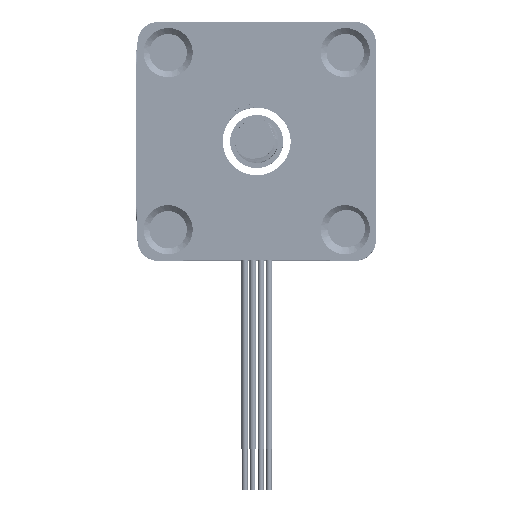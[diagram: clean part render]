
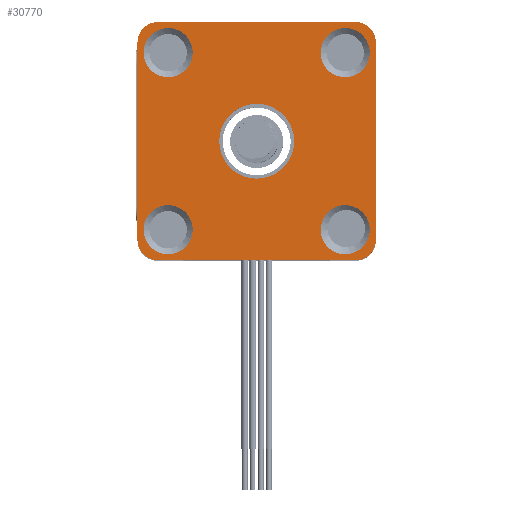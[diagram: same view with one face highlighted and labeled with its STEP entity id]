
A CAD part, top view. The second image highlights one B-rep face of the part: STEP entity #30770.
In plain terms, the highlighted face is planar.
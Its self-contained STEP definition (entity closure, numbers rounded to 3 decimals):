
#489=LINE('',#46100,#3187);
#490=LINE('',#46104,#3188);
#491=LINE('',#46108,#3189);
#492=LINE('',#46111,#3190);
#3187=VECTOR('',#36313,29.);
#3188=VECTOR('',#36316,29.);
#3189=VECTOR('',#36319,29.);
#3190=VECTOR('',#36322,29.);
#5819=PLANE('',#32512);
#7456=FACE_BOUND('',#9370,.T.);
#7457=FACE_BOUND('',#9371,.T.);
#7458=FACE_BOUND('',#9372,.T.);
#7459=FACE_BOUND('',#9373,.T.);
#7460=FACE_BOUND('',#9374,.T.);
#7667=FACE_OUTER_BOUND('',#9369,.T.);
#9369=EDGE_LOOP('',(#20684,#20685,#20686,#20687,#20688,#20689,#20690,#20691));
#9370=EDGE_LOOP('',(#20692));
#9371=EDGE_LOOP('',(#20693));
#9372=EDGE_LOOP('',(#20694));
#9373=EDGE_LOOP('',(#20695));
#9374=EDGE_LOOP('',(#20696));
#11119=CIRCLE('',#32452,3.607);
#11121=CIRCLE('',#32455,3.607);
#11123=CIRCLE('',#32458,3.607);
#11125=CIRCLE('',#32461,3.607);
#11141=CIRCLE('',#32487,5.5);
#11144=CIRCLE('',#32513,3.);
#11145=CIRCLE('',#32514,3.);
#11146=CIRCLE('',#32515,3.);
#11147=CIRCLE('',#32516,3.);
#12843=VERTEX_POINT('',#45898);
#12845=VERTEX_POINT('',#45903);
#12847=VERTEX_POINT('',#45908);
#12849=VERTEX_POINT('',#45913);
#12873=VERTEX_POINT('',#45971);
#12912=VERTEX_POINT('',#46096);
#12913=VERTEX_POINT('',#46097);
#12914=VERTEX_POINT('',#46099);
#12915=VERTEX_POINT('',#46101);
#12916=VERTEX_POINT('',#46103);
#12917=VERTEX_POINT('',#46105);
#12918=VERTEX_POINT('',#46107);
#12919=VERTEX_POINT('',#46109);
#15899=EDGE_CURVE('',#12843,#12843,#11119,.T.);
#15901=EDGE_CURVE('',#12845,#12845,#11121,.T.);
#15903=EDGE_CURVE('',#12847,#12847,#11123,.T.);
#15905=EDGE_CURVE('',#12849,#12849,#11125,.T.);
#15929=EDGE_CURVE('',#12873,#12873,#11141,.T.);
#15992=EDGE_CURVE('',#12912,#12913,#11144,.T.);
#15993=EDGE_CURVE('',#12914,#12912,#489,.T.);
#15994=EDGE_CURVE('',#12915,#12914,#11145,.T.);
#15995=EDGE_CURVE('',#12916,#12915,#490,.T.);
#15996=EDGE_CURVE('',#12917,#12916,#11146,.T.);
#15997=EDGE_CURVE('',#12918,#12917,#491,.T.);
#15998=EDGE_CURVE('',#12919,#12918,#11147,.T.);
#15999=EDGE_CURVE('',#12913,#12919,#492,.T.);
#20684=ORIENTED_EDGE('',*,*,#15992,.F.);
#20685=ORIENTED_EDGE('',*,*,#15993,.F.);
#20686=ORIENTED_EDGE('',*,*,#15994,.F.);
#20687=ORIENTED_EDGE('',*,*,#15995,.F.);
#20688=ORIENTED_EDGE('',*,*,#15996,.F.);
#20689=ORIENTED_EDGE('',*,*,#15997,.F.);
#20690=ORIENTED_EDGE('',*,*,#15998,.F.);
#20691=ORIENTED_EDGE('',*,*,#15999,.F.);
#20692=ORIENTED_EDGE('',*,*,#15929,.T.);
#20693=ORIENTED_EDGE('',*,*,#15905,.T.);
#20694=ORIENTED_EDGE('',*,*,#15903,.T.);
#20695=ORIENTED_EDGE('',*,*,#15901,.T.);
#20696=ORIENTED_EDGE('',*,*,#15899,.T.);
#30770=ADVANCED_FACE('',(#7667,#7456,#7457,#7458,#7459,#7460),#5819,.F.);
#32452=AXIS2_PLACEMENT_3D('',#45899,#36121,#36122);
#32455=AXIS2_PLACEMENT_3D('',#45904,#36127,#36128);
#32458=AXIS2_PLACEMENT_3D('',#45909,#36133,#36134);
#32461=AXIS2_PLACEMENT_3D('',#45914,#36139,#36140);
#32487=AXIS2_PLACEMENT_3D('',#45972,#36199,#36200);
#32512=AXIS2_PLACEMENT_3D('',#46095,#36309,#36310);
#32513=AXIS2_PLACEMENT_3D('',#46098,#36311,#36312);
#32514=AXIS2_PLACEMENT_3D('',#46102,#36314,#36315);
#32515=AXIS2_PLACEMENT_3D('',#46106,#36317,#36318);
#32516=AXIS2_PLACEMENT_3D('',#46110,#36320,#36321);
#36121=DIRECTION('center_axis',(0.,0.,1.));
#36122=DIRECTION('ref_axis',(1.,0.,0.));
#36127=DIRECTION('center_axis',(0.,0.,1.));
#36128=DIRECTION('ref_axis',(1.,0.,0.));
#36133=DIRECTION('center_axis',(0.,0.,1.));
#36134=DIRECTION('ref_axis',(1.,0.,0.));
#36139=DIRECTION('center_axis',(0.,0.,1.));
#36140=DIRECTION('ref_axis',(1.,0.,0.));
#36199=DIRECTION('center_axis',(0.,0.,1.));
#36200=DIRECTION('ref_axis',(-1.,0.,0.));
#36309=DIRECTION('center_axis',(0.,0.,1.));
#36310=DIRECTION('ref_axis',(1.,0.,0.));
#36311=DIRECTION('center_axis',(0.,0.,1.));
#36312=DIRECTION('ref_axis',(1.,0.,0.));
#36313=DIRECTION('',(1.,0.,0.));
#36314=DIRECTION('center_axis',(0.,0.,1.));
#36315=DIRECTION('ref_axis',(1.,0.,0.));
#36316=DIRECTION('',(0.,-1.,0.));
#36317=DIRECTION('center_axis',(0.,0.,1.));
#36318=DIRECTION('ref_axis',(1.,0.,0.));
#36319=DIRECTION('',(-1.,0.,0.));
#36320=DIRECTION('center_axis',(0.,0.,1.));
#36321=DIRECTION('ref_axis',(-1.,0.,0.));
#36322=DIRECTION('',(0.,1.,0.));
#45898=CARTESIAN_POINT('',(9.393,13.,0.));
#45899=CARTESIAN_POINT('Origin',(13.,13.,0.));
#45903=CARTESIAN_POINT('',(-16.607,13.,0.));
#45904=CARTESIAN_POINT('Origin',(-13.,13.,0.));
#45908=CARTESIAN_POINT('',(-16.607,-13.,0.));
#45909=CARTESIAN_POINT('Origin',(-13.,-13.,0.));
#45913=CARTESIAN_POINT('',(9.393,-13.,0.));
#45914=CARTESIAN_POINT('Origin',(13.,-13.,0.));
#45971=CARTESIAN_POINT('',(5.5,0.,0.));
#45972=CARTESIAN_POINT('Origin',(0.,0.,0.));
#46095=CARTESIAN_POINT('Origin',(14.5,-14.5,0.));
#46096=CARTESIAN_POINT('',(14.5,-17.5,0.));
#46097=CARTESIAN_POINT('',(17.5,-14.5,0.));
#46098=CARTESIAN_POINT('Origin',(14.5,-14.5,0.));
#46099=CARTESIAN_POINT('',(-14.5,-17.5,0.));
#46100=CARTESIAN_POINT('',(-14.5,-17.5,0.));
#46101=CARTESIAN_POINT('',(-17.5,-14.5,0.));
#46102=CARTESIAN_POINT('Origin',(-14.5,-14.5,0.));
#46103=CARTESIAN_POINT('',(-17.5,14.5,0.));
#46104=CARTESIAN_POINT('',(-17.5,14.5,0.));
#46105=CARTESIAN_POINT('',(-14.5,17.5,0.));
#46106=CARTESIAN_POINT('Origin',(-14.5,14.5,0.));
#46107=CARTESIAN_POINT('',(14.5,17.5,0.));
#46108=CARTESIAN_POINT('',(-14.5,17.5,0.));
#46109=CARTESIAN_POINT('',(17.5,14.5,0.));
#46110=CARTESIAN_POINT('Origin',(14.5,14.5,0.));
#46111=CARTESIAN_POINT('',(17.5,14.5,0.));
